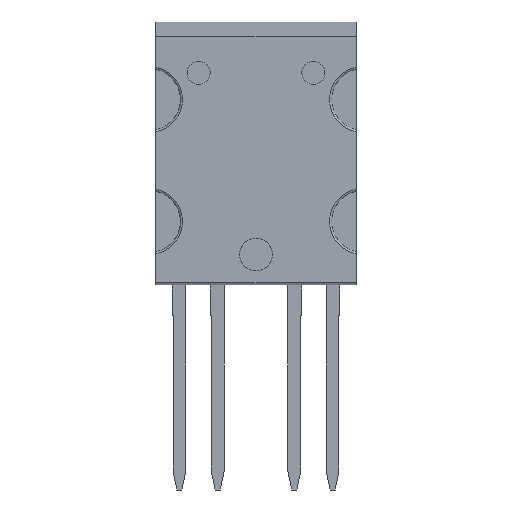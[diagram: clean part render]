
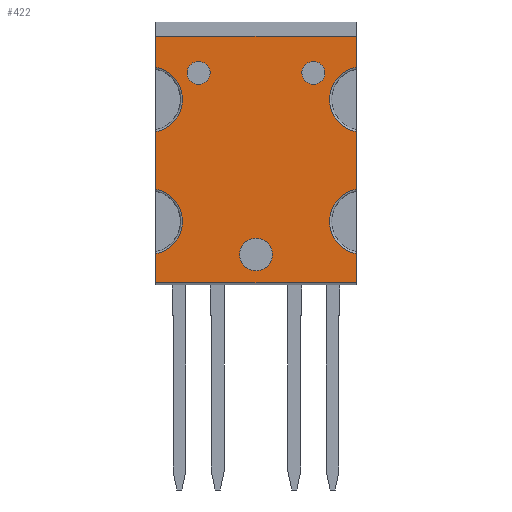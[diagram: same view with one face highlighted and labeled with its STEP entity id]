
A CAD part, front view. The second image highlights one B-rep face of the part: STEP entity #422.
In plain terms, the highlighted planar face has unit normal (0, -1, 0).
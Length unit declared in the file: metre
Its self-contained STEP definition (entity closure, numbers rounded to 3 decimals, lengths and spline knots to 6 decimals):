
#258 = EDGE_CURVE( '', #743, #743, #744, .T. );
#262 = EDGE_CURVE( '', #750, #751, #752, .T. );
#280 = EDGE_CURVE( '', #785, #786, #787, .T. );
#308 = EDGE_CURVE( '', #833, #800, #834, .T. );
#310 = EDGE_CURVE( '', #836, #750, #837, .T. );
#422 = ADVANCED_FACE( '', ( #1008, #1009, #1010, #1011 ), #1012, .T. );
#496 = EDGE_CURVE( '', #1014, #1002, #1119, .T. );
#504 = EDGE_CURVE( '', #786, #833, #1127, .T. );
#538 = EDGE_CURVE( '', #1167, #962, #1168, .T. );
#546 = EDGE_CURVE( '', #1178, #1178, #1179, .T. );
#574 = EDGE_CURVE( '', #980, #800, #1213, .T. );
#582 = EDGE_CURVE( '', #1002, #1167, #1222, .T. );
#584 = EDGE_CURVE( '', #980, #836, #1224, .T. );
#588 = EDGE_CURVE( '', #962, #785, #1228, .T. );
#614 = EDGE_CURVE( '', #751, #1014, #1259, .T. );
#680 = EDGE_CURVE( '', #1338, #1338, #1339, .T. );
#743 = VERTEX_POINT( '', #1400 );
#744 = CIRCLE( '', #1401, 0.001147 );
#750 = VERTEX_POINT( '', #1410 );
#751 = VERTEX_POINT( '', #1411 );
#752 = LINE( '', #1412, #1413 );
#785 = VERTEX_POINT( '', #1461 );
#786 = VERTEX_POINT( '', #1462 );
#787 = LINE( '', #1463, #1464 );
#800 = VERTEX_POINT( '', #1482 );
#833 = VERTEX_POINT( '', #1525 );
#834 = LINE( '', #1526, #1527 );
#836 = VERTEX_POINT( '', #1530 );
#837 = CIRCLE( '', #1531, 0.003278 );
#962 = VERTEX_POINT( '', #1717 );
#980 = VERTEX_POINT( '', #1761 );
#1002 = VERTEX_POINT( '', #1791 );
#1008 = FACE_OUTER_BOUND( '', #1800, .T. );
#1009 = FACE_BOUND( '', #1801, .T. );
#1010 = FACE_BOUND( '', #1802, .T. );
#1011 = FACE_BOUND( '', #1803, .T. );
#1012 = PLANE( '', #1804 );
#1014 = VERTEX_POINT( '', #1807 );
#1119 = LINE( '', #1967, #1968 );
#1127 = CIRCLE( '', #1983, 0.003278 );
#1167 = VERTEX_POINT( '', #2061 );
#1168 = LINE( '', #2062, #2063 );
#1178 = VERTEX_POINT( '', #2076 );
#1179 = CIRCLE( '', #2077, 0.001147 );
#1213 = LINE( '', #2130, #2131 );
#1222 = LINE( '', #2147, #2148 );
#1224 = LINE( '', #2151, #2152 );
#1228 = CIRCLE( '', #2159, 0.003278 );
#1259 = CIRCLE( '', #2214, 0.003278 );
#1338 = VERTEX_POINT( '', #2332 );
#1339 = CIRCLE( '', #2333, 0.001631 );
#1400 = CARTESIAN_POINT( '', ( 0.004559, -0.002513, 0.02116 ) );
#1401 = AXIS2_PLACEMENT_3D( '', #2420, #2421, #2422 );
#1410 = CARTESIAN_POINT( '', ( -0.009957, -0.002513, 0.015301 ) );
#1411 = CARTESIAN_POINT( '', ( -0.009957, -0.002513, 0.00959 ) );
#1412 = CARTESIAN_POINT( '', ( -0.009957, -0.002513, 0.026227 ) );
#1413 = VECTOR( '', #2424, 1. );
#1461 = CARTESIAN_POINT( '', ( 0.009957, -0.002513, 0.00959 ) );
#1462 = CARTESIAN_POINT( '', ( 0.009957, -0.002513, 0.015301 ) );
#1463 = CARTESIAN_POINT( '', ( 0.009957, -0.002513, 0.026227 ) );
#1464 = VECTOR( '', #2440, 1. );
#1482 = CARTESIAN_POINT( '', ( 0.009957, -0.002513, 0.024826 ) );
#1525 = CARTESIAN_POINT( '', ( 0.009957, -0.002513, 0.021731 ) );
#1526 = CARTESIAN_POINT( '', ( 0.009957, -0.002513, 0.026227 ) );
#1527 = VECTOR( '', #2496, 1. );
#1530 = CARTESIAN_POINT( '', ( -0.009957, -0.002513, 0.021731 ) );
#1531 = AXIS2_PLACEMENT_3D( '', #2497, #2498, #2499 );
#1717 = CARTESIAN_POINT( '', ( 0.009957, -0.002513, 0.00316 ) );
#1761 = CARTESIAN_POINT( '', ( -0.009957, -0.002513, 0.024826 ) );
#1791 = CARTESIAN_POINT( '', ( -0.009957, -0.002513, 0.00029 ) );
#1800 = EDGE_LOOP( '', ( #2694, #2695, #2696, #2697, #2698, #2699, #2700, #2701, #2702, #2703, #2704, #2705 ) );
#1801 = EDGE_LOOP( '', ( #2706 ) );
#1802 = EDGE_LOOP( '', ( #2707 ) );
#1803 = EDGE_LOOP( '', ( #2708 ) );
#1804 = AXIS2_PLACEMENT_3D( '', #2709, #2710, #2711 );
#1807 = CARTESIAN_POINT( '', ( -0.009957, -0.002513, 0.00316 ) );
#1967 = CARTESIAN_POINT( '', ( -0.009957, -0.002513, 0.026227 ) );
#1968 = VECTOR( '', #2830, 1. );
#1983 = AXIS2_PLACEMENT_3D( '', #2834, #2835, #2836 );
#2061 = CARTESIAN_POINT( '', ( 0.009957, -0.002513, 0.00029 ) );
#2062 = CARTESIAN_POINT( '', ( 0.009957, -0.002513, 0.026227 ) );
#2063 = VECTOR( '', #2882, 1. );
#2076 = CARTESIAN_POINT( '', ( -0.004559, -0.002513, 0.02116 ) );
#2077 = AXIS2_PLACEMENT_3D( '', #2908, #2909, #2910 );
#2130 = CARTESIAN_POINT( '', ( -0.009957, -0.002513, 0.024826 ) );
#2131 = VECTOR( '', #2969, 1. );
#2147 = CARTESIAN_POINT( '', ( -0.009957, -0.002513, 0.00029 ) );
#2148 = VECTOR( '', #2973, 1. );
#2151 = CARTESIAN_POINT( '', ( -0.009957, -0.002513, 0.026227 ) );
#2152 = VECTOR( '', #2974, 1. );
#2159 = AXIS2_PLACEMENT_3D( '', #2976, #2977, #2978 );
#2214 = AXIS2_PLACEMENT_3D( '', #3022, #3023, #3024 );
#2332 = CARTESIAN_POINT( '', ( 0.001631, -0.002513, 0.003095 ) );
#2333 = AXIS2_PLACEMENT_3D( '', #3162, #3163, #3164 );
#2420 = CARTESIAN_POINT( '', ( 0.005706, -0.002513, 0.02116 ) );
#2421 = DIRECTION( '', ( 0., -1., 0. ) );
#2422 = DIRECTION( '', ( -1., 0., 0. ) );
#2424 = DIRECTION( '', ( 0., 0., -1. ) );
#2440 = DIRECTION( '', ( 0., 0., 1. ) );
#2496 = DIRECTION( '', ( 0., 0., 1. ) );
#2497 = CARTESIAN_POINT( '', ( -0.010598, -0.002513, 0.018516 ) );
#2498 = DIRECTION( '', ( 0., 1., 0. ) );
#2499 = DIRECTION( '', ( 1., 0., 0. ) );
#2694 = ORIENTED_EDGE( '', *, *, #262, .T. );
#2695 = ORIENTED_EDGE( '', *, *, #614, .T. );
#2696 = ORIENTED_EDGE( '', *, *, #496, .T. );
#2697 = ORIENTED_EDGE( '', *, *, #582, .T. );
#2698 = ORIENTED_EDGE( '', *, *, #538, .T. );
#2699 = ORIENTED_EDGE( '', *, *, #588, .T. );
#2700 = ORIENTED_EDGE( '', *, *, #280, .T. );
#2701 = ORIENTED_EDGE( '', *, *, #504, .T. );
#2702 = ORIENTED_EDGE( '', *, *, #308, .T. );
#2703 = ORIENTED_EDGE( '', *, *, #574, .F. );
#2704 = ORIENTED_EDGE( '', *, *, #584, .T. );
#2705 = ORIENTED_EDGE( '', *, *, #310, .T. );
#2706 = ORIENTED_EDGE( '', *, *, #546, .F. );
#2707 = ORIENTED_EDGE( '', *, *, #258, .F. );
#2708 = ORIENTED_EDGE( '', *, *, #680, .F. );
#2709 = CARTESIAN_POINT( '', ( 0., -0.002513, 0.000065 ) );
#2710 = DIRECTION( '', ( 0., -1., 0. ) );
#2711 = DIRECTION( '', ( -1., 0., 0. ) );
#2830 = DIRECTION( '', ( 0., 0., -1. ) );
#2834 = CARTESIAN_POINT( '', ( 0.010598, -0.002513, 0.018516 ) );
#2835 = DIRECTION( '', ( 0., 1., 0. ) );
#2836 = DIRECTION( '', ( 1., 0., 0. ) );
#2882 = DIRECTION( '', ( 0., 0., 1. ) );
#2908 = CARTESIAN_POINT( '', ( -0.005706, -0.002513, 0.02116 ) );
#2909 = DIRECTION( '', ( 0., -1., 0. ) );
#2910 = DIRECTION( '', ( 1., 0., 0. ) );
#2969 = DIRECTION( '', ( 1., 0., 0. ) );
#2973 = DIRECTION( '', ( 1., 0., 0. ) );
#2974 = DIRECTION( '', ( 0., 0., -1. ) );
#2976 = CARTESIAN_POINT( '', ( 0.010598, -0.002513, 0.006375 ) );
#2977 = DIRECTION( '', ( 0., 1., 0. ) );
#2978 = DIRECTION( '', ( 1., 0., 0. ) );
#3022 = CARTESIAN_POINT( '', ( -0.010598, -0.002513, 0.006375 ) );
#3023 = DIRECTION( '', ( 0., 1., 0. ) );
#3024 = DIRECTION( '', ( 1., 0., 0. ) );
#3162 = CARTESIAN_POINT( '', ( 0., -0.002513, 0.003095 ) );
#3163 = DIRECTION( '', ( 0., -1., 0. ) );
#3164 = DIRECTION( '', ( 1., 0., 0. ) );
